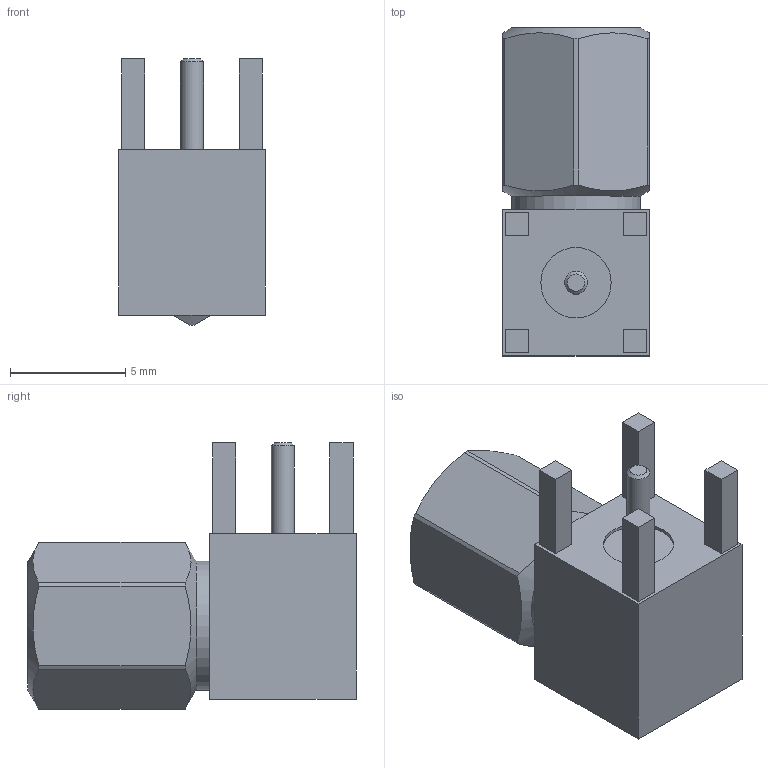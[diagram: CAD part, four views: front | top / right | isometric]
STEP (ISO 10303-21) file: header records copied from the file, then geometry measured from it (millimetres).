
FILE_DESCRIPTION (( 'STEP AP203' ), '1' );
FILE_NAME ('PE4246 ¦ FMCN1558.step', '2019-11-21T15:31:18', ( '' ), ( '' ), 'SwSTEP 2.0', 'SolidWorks 2018', '' );
FILE_SCHEMA (( 'CONFIG_CONTROL_DESIGN' ));
Length unit declared in the file: inch
Products named in the file (1): PE4246 ｦ FMCN1558
Bounding box: 6.35 x 14.22 x 11.54 mm (x, y, z)
Volume: 483.6 mm3; surface area: 739.8 mm2
Topology: 1 solids, 1 shells, 95 faces, 236 edges, 156 vertices
Faces by surface type: plane 62, cylinder 19, cone 10, bspline 4
Full cylindrical faces by diameter (mm): 0.508 x1, 0.977 x1, 1 x1, 1.016 x1, 2.032 x1, 3.048 x1, 3.734 x1, 3.886 x1, 4.826 x3, 5.588 x1
Entity records: 4026 total; most frequent: CARTESIAN_POINT 1924, ORIENTED_EDGE 408, DIRECTION 392, EDGE_CURVE 204, VERTEX_POINT 143, AXIS2_PLACEMENT_3D 142, EDGE_LOOP 121, VECTOR 108
